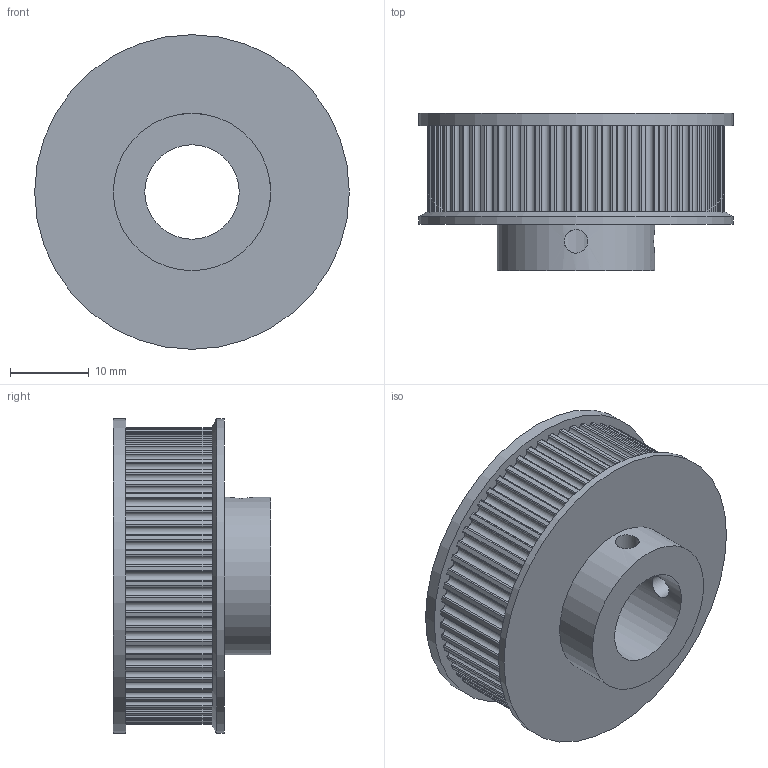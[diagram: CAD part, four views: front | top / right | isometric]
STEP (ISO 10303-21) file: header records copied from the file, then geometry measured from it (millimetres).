
FILE_DESCRIPTION(/* description */ (''),/* implementation_level */ '2;1');
FILE_NAME(/* name */ 'GT2 60T b12 (10mm) old v3.step',/* time_stamp */ '2024-05-28T16:31:16+02:00',/* author */ (''),/* organization */ (''),/* preprocessor_version */ 'ST-DEVELOPER v20',/* originating_system */ 'Autodesk Translation Framework v13.14.0.145',/* authorisation */ '');
FILE_SCHEMA (('AUTOMOTIVE_DESIGN { 1 0 10303 214 3 1 1 }'));
Length unit declared in the file: millimetre
Products named in the file (1): GT2 60T b12 (10mm) old
Bounding box: 40 x 20 x 40 mm (x, y, z)
Volume: 14770.4 mm3; surface area: 6103.3 mm2
Topology: 1 solids, 1 shells, 254 faces, 749 edges, 500 vertices
Faces by surface type: cylinder 247, plane 6, cone 1
Full cylindrical faces by diameter (mm): 3 x2, 12 x1, 16 x1, 20 x1, 40 x2
Entity records: 8953 total; most frequent: DIRECTION 1743, CARTESIAN_POINT 1640, ORIENTED_EDGE 1498, EDGE_CURVE 749, AXIS2_PLACEMENT_3D 747, VERTEX_POINT 500, CIRCLE 492, EDGE_LOOP 263
